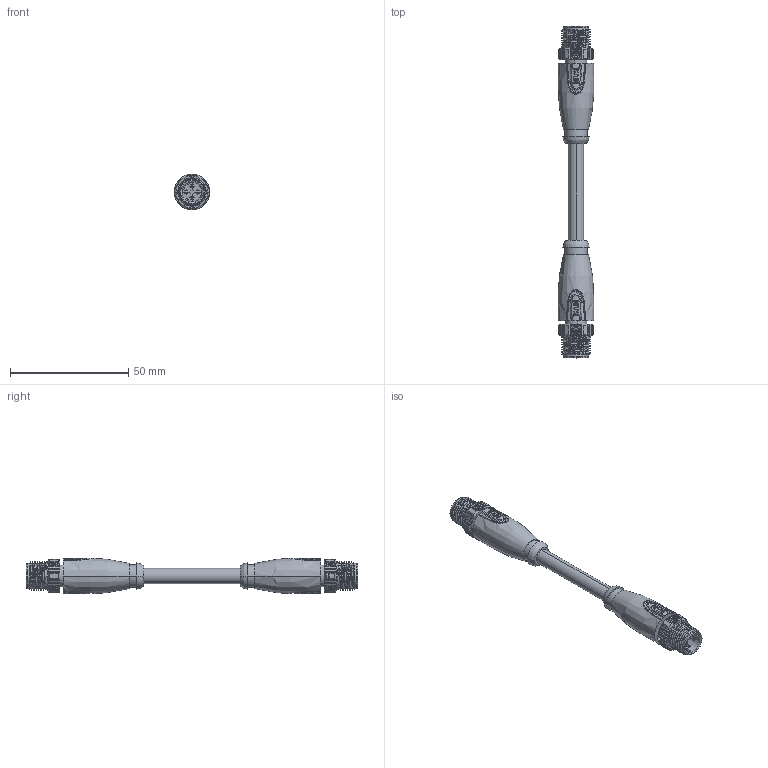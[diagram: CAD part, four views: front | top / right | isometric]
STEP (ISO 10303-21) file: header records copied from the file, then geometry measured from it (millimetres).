
FILE_DESCRIPTION((''),'2;1');
FILE_NAME('3D_1630040014013_M12-M04D-T_F04','2024-02-02T',('12262'),(''),'PRO/ENGINEER BY PARAMETRIC TECHNOLOGY CORPORATION, 2012480','PRO/ENGINEER BY PARAMETRIC TECHNOLOGY CORPORATION, 2012480','');
FILE_SCHEMA(('CONFIG_CONTROL_DESIGN'));
Length unit declared in the file: millimetre
Products named in the file (1): 3D_1630040014013_M12-M04D-T_F04
Bounding box: 15.2 x 140.3 x 15 mm (x, y, z)
Volume: 13746.3 mm3; surface area: 6911.8 mm2
Topology: 1 solids, 1 shells, 766 faces, 2419 edges, 1679 vertices
Faces by surface type: plane 382, cylinder 272, cone 36, bspline 30, sphere 24, revolution 10, extrusion 8, torus 4
Entity records: 37581 total; most frequent: CARTESIAN_POINT 17594, ORIENTED_EDGE 4758, DIRECTION 3367, EDGE_CURVE 2379, VERTEX_POINT 1675, AXIS2_PLACEMENT_3D 1176, VECTOR 1005, LINE 997
